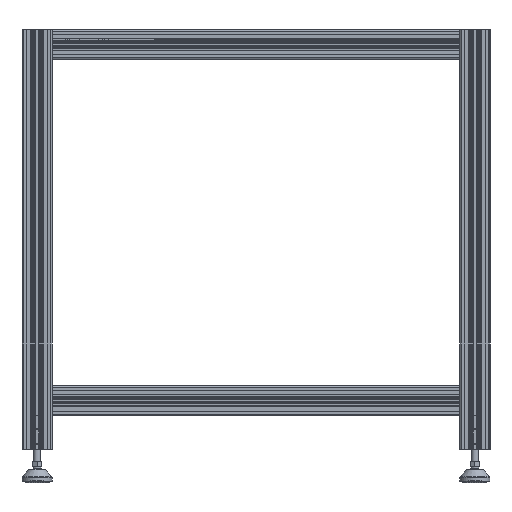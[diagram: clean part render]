
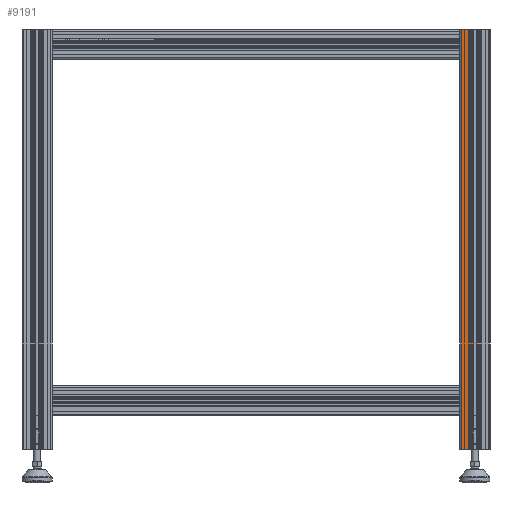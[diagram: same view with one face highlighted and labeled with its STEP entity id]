
A CAD part, left-side view. The second image highlights one B-rep face of the part: STEP entity #9191.
In plain terms, the highlighted planar face has unit normal (-1, 0, 0).
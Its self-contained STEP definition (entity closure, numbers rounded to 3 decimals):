
#185=PLANE('',#9951);
#861=LINE('',#13637,#1747);
#995=LINE('',#14074,#1881);
#996=LINE('',#14075,#1882);
#997=LINE('',#14076,#1883);
#1747=VECTOR('',#10794,10.);
#1881=VECTOR('',#11214,10.);
#1882=VECTOR('',#11215,10.);
#1883=VECTOR('',#11216,10.);
#2872=FACE_OUTER_BOUND('',#3342,.T.);
#3342=EDGE_LOOP('',(#6880,#6881,#6882,#6883));
#4272=VERTEX_POINT('',#13634);
#4273=VERTEX_POINT('',#13636);
#4432=VERTEX_POINT('',#14072);
#4433=VERTEX_POINT('',#14073);
#5174=EDGE_CURVE('',#4273,#4272,#861,.T.);
#5394=EDGE_CURVE('',#4432,#4433,#995,.T.);
#5395=EDGE_CURVE('',#4273,#4433,#996,.T.);
#5396=EDGE_CURVE('',#4432,#4272,#997,.T.);
#6880=ORIENTED_EDGE('',*,*,#5394,.T.);
#6881=ORIENTED_EDGE('',*,*,#5395,.F.);
#6882=ORIENTED_EDGE('',*,*,#5174,.T.);
#6883=ORIENTED_EDGE('',*,*,#5396,.F.);
#9191=ADVANCED_FACE('',(#2872),#185,.T.);
#9951=AXIS2_PLACEMENT_3D('',#14071,#11212,#11213);
#10794=DIRECTION('',(0.,-1.,0.));
#11212=DIRECTION('center_axis',(-1.,0.,0.));
#11213=DIRECTION('ref_axis',(0.,0.,1.));
#11214=DIRECTION('',(0.,1.,0.));
#11215=DIRECTION('',(0.,0.,1.));
#11216=DIRECTION('',(0.,0.,-1.));
#13634=CARTESIAN_POINT('',(-22.5,4.4,-314.));
#13636=CARTESIAN_POINT('',(-22.5,20.,-314.));
#13637=CARTESIAN_POINT('',(-22.5,20.,-314.));
#14071=CARTESIAN_POINT('Origin',(-22.5,4.4,0.));
#14072=CARTESIAN_POINT('',(-22.5,4.4,314.));
#14073=CARTESIAN_POINT('',(-22.5,20.,314.));
#14074=CARTESIAN_POINT('',(-22.5,20.,314.));
#14075=CARTESIAN_POINT('',(-22.5,20.,0.));
#14076=CARTESIAN_POINT('',(-22.5,4.4,0.));
